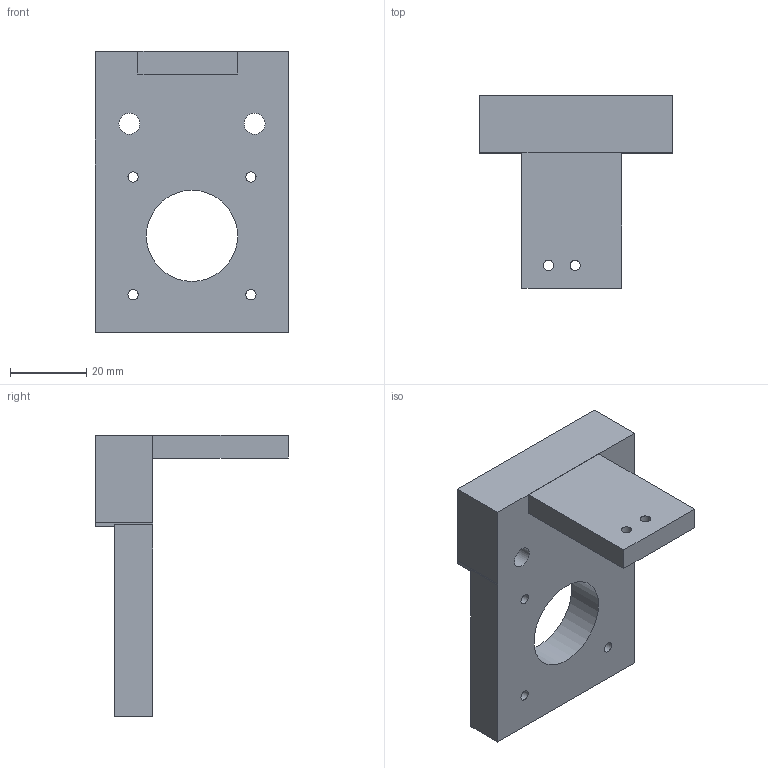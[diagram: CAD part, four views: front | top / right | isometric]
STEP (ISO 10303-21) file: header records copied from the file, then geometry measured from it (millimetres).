
FILE_DESCRIPTION(/* description */ (''),/* implementation_level */ '2;1');
FILE_NAME(/* name */ 'X motor bracket.step',/* time_stamp */ '2026-01-28T19:31:39+11:00',/* author */ (''),/* organization */ (''),/* preprocessor_version */ 'ST-DEVELOPER v20.1',/* originating_system */ 'Autodesk Translation Framework v14.24.0.0',/* authorisation */ '');
FILE_SCHEMA (('AUTOMOTIVE_DESIGN { 1 0 10303 214 3 1 1 }'));
Length unit declared in the file: millimetre
Products named in the file (2): 2026-01-21-15-01-01-807; 2025-12-12-13-43-18-296
Assembly tree (1 placements, depth 2):
  2026-01-21-15-01-01-807
    2025-12-12-13-43-18-296
Bounding box: 51 x 50.66 x 74.1 mm (x, y, z)
Volume: 43952.7 mm3; surface area: 13751.8 mm2
Topology: 1 solids, 1 shells, 26 faces, 70 edges, 46 vertices
Faces by surface type: plane 17, cylinder 9
Full cylindrical faces by diameter (mm): 2.7 x6, 5.5 x2, 24 x1
Entity records: 905 total; most frequent: DIRECTION 146, CARTESIAN_POINT 145, ORIENTED_EDGE 140, EDGE_CURVE 70, LINE 52, VECTOR 52, AXIS2_PLACEMENT_3D 47, VERTEX_POINT 46
